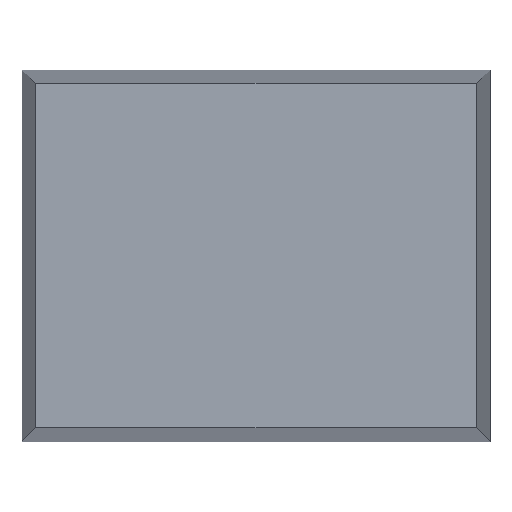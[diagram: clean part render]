
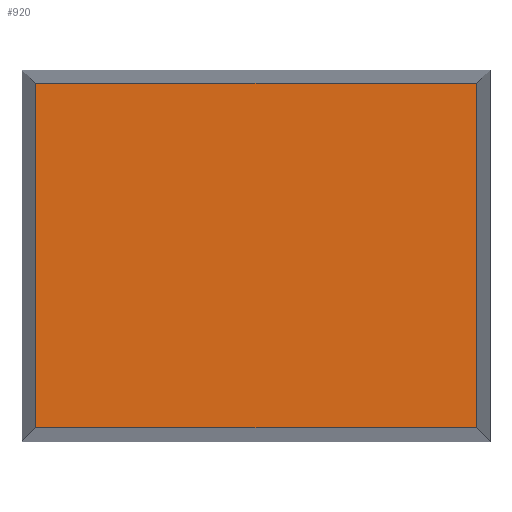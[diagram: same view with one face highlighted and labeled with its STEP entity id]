
A CAD part, top view. The second image highlights one B-rep face of the part: STEP entity #920.
In plain terms, the highlighted planar face has unit normal (0, 0, 1).
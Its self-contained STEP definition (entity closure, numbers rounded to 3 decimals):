
#695=CARTESIAN_POINT('',(1.6,-1.25,2.4));
#696=VERTEX_POINT('',#695);
#697=CARTESIAN_POINT('',(-1.6,-1.25,2.4));
#698=VERTEX_POINT('',#697);
#699=CARTESIAN_POINT('',(1.6,-1.25,2.4));
#700=DIRECTION('',(-1.0,0.0,0.0));
#701=VECTOR('',#700,3.2);
#702=LINE('',#699,#701);
#703=EDGE_CURVE('',#696,#698,#702,.T.);
#743=CARTESIAN_POINT('',(-1.6,1.25,2.4));
#744=VERTEX_POINT('',#743);
#745=CARTESIAN_POINT('',(-1.6,-1.25,2.4));
#746=DIRECTION('',(0.0,1.0,0.0));
#747=VECTOR('',#746,2.5);
#748=LINE('',#745,#747);
#749=EDGE_CURVE('',#698,#744,#748,.T.);
#774=CARTESIAN_POINT('',(1.6,1.25,2.4));
#775=VERTEX_POINT('',#774);
#776=CARTESIAN_POINT('',(-1.6,1.25,2.4));
#777=DIRECTION('',(1.0,0.0,0.0));
#778=VECTOR('',#777,3.2);
#779=LINE('',#776,#778);
#780=EDGE_CURVE('',#744,#775,#779,.T.);
#813=CARTESIAN_POINT('',(1.6,1.25,2.4));
#814=DIRECTION('',(0.0,-1.0,0.0));
#815=VECTOR('',#814,2.5);
#816=LINE('',#813,#815);
#817=EDGE_CURVE('',#775,#696,#816,.T.);
#909=CARTESIAN_POINT('',(0.,0.,2.4));
#910=DIRECTION('',(0.0,0.0,1.0));
#911=DIRECTION('',(1.0,0.0,0.0));
#912=AXIS2_PLACEMENT_3D('',#909,#910,#911);
#913=PLANE('',#912);
#914=ORIENTED_EDGE('',*,*,#703,.F.);
#915=ORIENTED_EDGE('',*,*,#817,.F.);
#916=ORIENTED_EDGE('',*,*,#780,.F.);
#917=ORIENTED_EDGE('',*,*,#749,.F.);
#918=EDGE_LOOP('',(#914,#915,#916,#917));
#919=FACE_OUTER_BOUND('',#918,.T.);
#920=ADVANCED_FACE('',(#919),#913,.T.);
